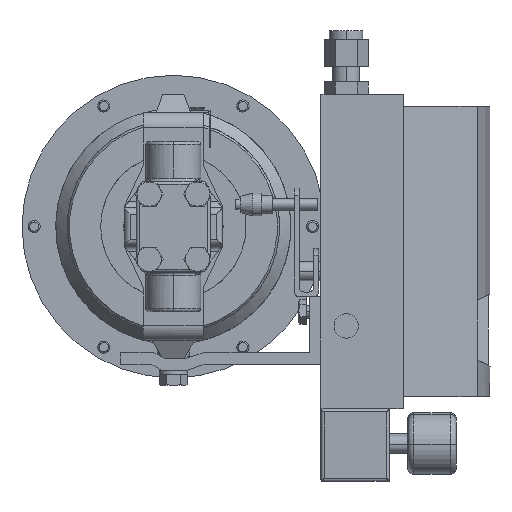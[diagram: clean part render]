
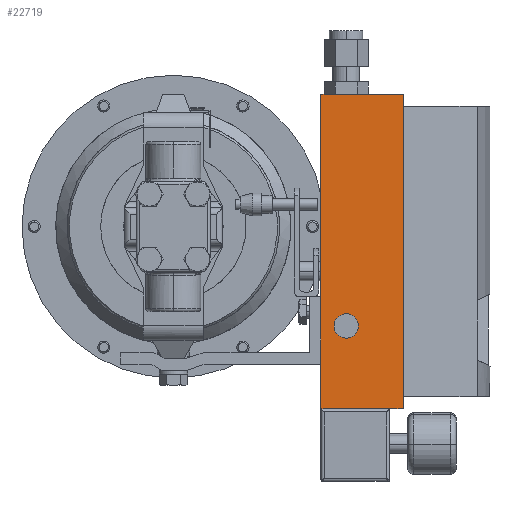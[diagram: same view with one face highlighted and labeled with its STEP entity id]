
A CAD part, front view. The second image highlights one B-rep face of the part: STEP entity #22719.
In plain terms, the highlighted planar face has unit normal (0, -1, 0).
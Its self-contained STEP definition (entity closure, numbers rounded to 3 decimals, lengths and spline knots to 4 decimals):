
#253 = FACE_BOUND ( 'NONE', #23422, .T. ) ;
#361 = CARTESIAN_POINT ( 'NONE',  ( 4.1696, 6.1047, -0.9961 ) ) ;
#783 = LINE ( 'NONE', #22838, #30011 ) ;
#1266 = ORIENTED_EDGE ( 'NONE', *, *, #21559, .T. ) ;
#2037 = ORIENTED_EDGE ( 'NONE', *, *, #13847, .T. ) ;
#2497 = DIRECTION ( 'NONE',  ( 0., 1., 0. ) ) ;
#2503 = CARTESIAN_POINT ( 'NONE',  ( 4.1696, 6.1047, 5.5039 ) ) ;
#2781 = DIRECTION ( 'NONE',  ( -1., 0., 0. ) ) ;
#3068 = DIRECTION ( 'NONE',  ( 0., 0., -1. ) ) ;
#3527 = VERTEX_POINT ( 'NONE', #30869 ) ;
#3553 = EDGE_CURVE ( 'NONE', #25769, #27191, #3910, .T. ) ;
#3910 = CIRCLE ( 'NONE', #32949, 0.2516 ) ;
#4102 = VERTEX_POINT ( 'NONE', #27527 ) ;
#4973 = DIRECTION ( 'NONE',  ( 0., 0., -1. ) ) ;
#5020 = CARTESIAN_POINT ( 'NONE',  ( 5.8696, 6.1047, 5.5039 ) ) ;
#5682 = DIRECTION ( 'NONE',  ( 0., 0., -1. ) ) ;
#6743 = CARTESIAN_POINT ( 'NONE',  ( 4.1696, 6.1047, -0.7461 ) ) ;
#7601 = CARTESIAN_POINT ( 'NONE',  ( 4.6907, 6.1047, 0.7156 ) ) ;
#8209 = AXIS2_PLACEMENT_3D ( 'NONE', #7601, #27490, #10457 ) ;
#8577 = VERTEX_POINT ( 'NONE', #5020 ) ;
#8632 = VECTOR ( 'NONE', #23749, 39.3701 ) ;
#8677 = ORIENTED_EDGE ( 'NONE', *, *, #11813, .T. ) ;
#8793 = EDGE_CURVE ( 'NONE', #31883, #34373, #18721, .T. ) ;
#8810 = VECTOR ( 'NONE', #5682, 39.3701 ) ;
#8858 = CARTESIAN_POINT ( 'NONE',  ( 5.587, 6.1047, -0.9961 ) ) ;
#9520 = LINE ( 'NONE', #6743, #8632 ) ;
#10457 = DIRECTION ( 'NONE',  ( -1., 0., 0. ) ) ;
#10535 = CARTESIAN_POINT ( 'NONE',  ( 5.8696, 6.1047, 5.5039 ) ) ;
#10716 = CARTESIAN_POINT ( 'NONE',  ( 4.4391, 6.1047, 0.7156 ) ) ;
#10738 = LINE ( 'NONE', #10535, #25002 ) ;
#10842 = PLANE ( 'NONE',  #13480 ) ;
#11193 = VECTOR ( 'NONE', #22959, 39.3701 ) ;
#11813 = EDGE_CURVE ( 'NONE', #25427, #22332, #28803, .T. ) ;
#11987 = ORIENTED_EDGE ( 'NONE', *, *, #14105, .F. ) ;
#12340 = VERTEX_POINT ( 'NONE', #34810 ) ;
#12709 = CARTESIAN_POINT ( 'NONE',  ( 5.8696, 6.1047, -0.9961 ) ) ;
#13102 = ORIENTED_EDGE ( 'NONE', *, *, #16518, .F. ) ;
#13480 = AXIS2_PLACEMENT_3D ( 'NONE', #16495, #2497, #22249 ) ;
#13686 = VECTOR ( 'NONE', #28026, 39.3701 ) ;
#13847 = EDGE_CURVE ( 'NONE', #4102, #25427, #783, .T. ) ;
#14053 = ORIENTED_EDGE ( 'NONE', *, *, #3553, .F. ) ;
#14105 = EDGE_CURVE ( 'NONE', #12340, #34373, #23770, .T. ) ;
#15436 = LINE ( 'NONE', #19638, #8810 ) ;
#16291 = LINE ( 'NONE', #2503, #13686 ) ;
#16495 = CARTESIAN_POINT ( 'NONE',  ( 4.1696, 6.1047, -0.7461 ) ) ;
#16518 = EDGE_CURVE ( 'NONE', #8577, #3527, #10738, .T. ) ;
#17859 = ORIENTED_EDGE ( 'NONE', *, *, #26857, .F. ) ;
#17962 = CARTESIAN_POINT ( 'NONE',  ( 4.9422, 6.1047, 0.7156 ) ) ;
#18721 = LINE ( 'NONE', #361, #11193 ) ;
#19638 = CARTESIAN_POINT ( 'NONE',  ( 5.8696, 6.1047, 5.2539 ) ) ;
#19643 = DIRECTION ( 'NONE',  ( 0., -1., 0. ) ) ;
#20209 = CARTESIAN_POINT ( 'NONE',  ( 4.1696, 6.1047, -0.7461 ) ) ;
#20832 = EDGE_CURVE ( 'NONE', #25219, #4102, #9520, .T. ) ;
#21559 = EDGE_CURVE ( 'NONE', #22332, #31883, #23705, .T. ) ;
#21619 = EDGE_LOOP ( 'NONE', ( #1266, #26686, #11987, #25760, #13102, #17859, #32538, #2037, #8677 ) ) ;
#21891 = VECTOR ( 'NONE', #24913, 39.3701 ) ;
#22249 = DIRECTION ( 'NONE',  ( -1., 0., 0. ) ) ;
#22332 = VERTEX_POINT ( 'NONE', #28552 ) ;
#22719 = ADVANCED_FACE ( 'NONE', ( #28606, #253 ), #10842, .F. ) ;
#22838 = CARTESIAN_POINT ( 'NONE',  ( 4.1696, 6.1047, -0.7461 ) ) ;
#22959 = DIRECTION ( 'NONE',  ( 1., 0., 0. ) ) ;
#23120 = CIRCLE ( 'NONE', #8209, 0.2516 ) ;
#23422 = EDGE_LOOP ( 'NONE', ( #14053, #29083 ) ) ;
#23705 = LINE ( 'NONE', #31915, #21891 ) ;
#23749 = DIRECTION ( 'NONE',  ( 0., 0., -1. ) ) ;
#23770 = LINE ( 'NONE', #26869, #32170 ) ;
#24877 = EDGE_CURVE ( 'NONE', #27191, #25769, #23120, .T. ) ;
#24913 = DIRECTION ( 'NONE',  ( 1., 0., 0. ) ) ;
#25002 = VECTOR ( 'NONE', #4973, 39.3701 ) ;
#25219 = VERTEX_POINT ( 'NONE', #27929 ) ;
#25427 = VERTEX_POINT ( 'NONE', #34760 ) ;
#25760 = ORIENTED_EDGE ( 'NONE', *, *, #33450, .F. ) ;
#25769 = VERTEX_POINT ( 'NONE', #10716 ) ;
#26613 = DIRECTION ( 'NONE',  ( 0., 0., -1. ) ) ;
#26686 = ORIENTED_EDGE ( 'NONE', *, *, #8793, .T. ) ;
#26857 = EDGE_CURVE ( 'NONE', #25219, #8577, #16291, .T. ) ;
#26869 = CARTESIAN_POINT ( 'NONE',  ( 5.8696, 6.1047, -0.7461 ) ) ;
#27191 = VERTEX_POINT ( 'NONE', #17962 ) ;
#27490 = DIRECTION ( 'NONE',  ( 0., -1., 0. ) ) ;
#27527 = CARTESIAN_POINT ( 'NONE',  ( 4.1696, 6.1047, 1.3239 ) ) ;
#27915 = VECTOR ( 'NONE', #31686, 39.3701 ) ;
#27929 = CARTESIAN_POINT ( 'NONE',  ( 4.1696, 6.1047, 5.5039 ) ) ;
#28026 = DIRECTION ( 'NONE',  ( 1., 0., 0. ) ) ;
#28552 = CARTESIAN_POINT ( 'NONE',  ( 4.1696, 6.1047, -0.9961 ) ) ;
#28606 = FACE_OUTER_BOUND ( 'NONE', #21619, .T. ) ;
#28803 = LINE ( 'NONE', #20209, #27915 ) ;
#29083 = ORIENTED_EDGE ( 'NONE', *, *, #24877, .F. ) ;
#30011 = VECTOR ( 'NONE', #3068, 39.3701 ) ;
#30869 = CARTESIAN_POINT ( 'NONE',  ( 5.8696, 6.1047, 5.2539 ) ) ;
#31686 = DIRECTION ( 'NONE',  ( 0., 0., -1. ) ) ;
#31883 = VERTEX_POINT ( 'NONE', #8858 ) ;
#31915 = CARTESIAN_POINT ( 'NONE',  ( 7.1756, 6.1047, -0.9961 ) ) ;
#32170 = VECTOR ( 'NONE', #26613, 39.3701 ) ;
#32538 = ORIENTED_EDGE ( 'NONE', *, *, #20832, .T. ) ;
#32949 = AXIS2_PLACEMENT_3D ( 'NONE', #36624, #19643, #2781 ) ;
#33450 = EDGE_CURVE ( 'NONE', #3527, #12340, #15436, .T. ) ;
#34373 = VERTEX_POINT ( 'NONE', #12709 ) ;
#34760 = CARTESIAN_POINT ( 'NONE',  ( 4.1696, 6.1047, -0.0761 ) ) ;
#34810 = CARTESIAN_POINT ( 'NONE',  ( 5.8696, 6.1047, -0.7461 ) ) ;
#36624 = CARTESIAN_POINT ( 'NONE',  ( 4.6907, 6.1047, 0.7156 ) ) ;
